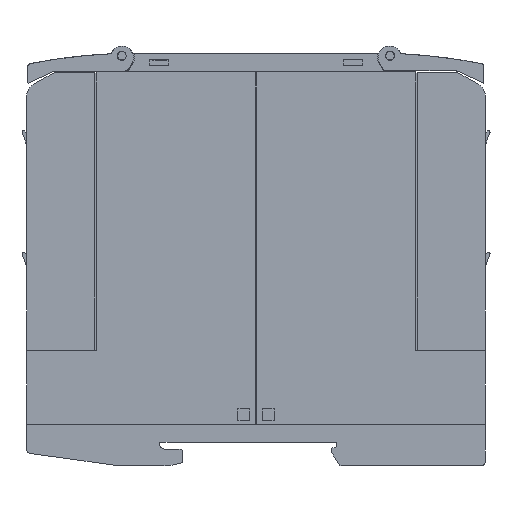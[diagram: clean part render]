
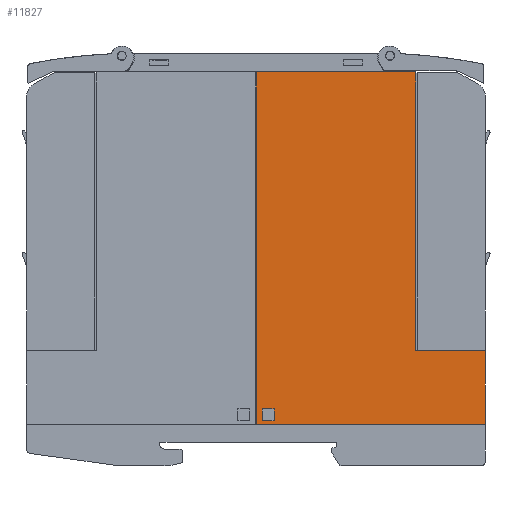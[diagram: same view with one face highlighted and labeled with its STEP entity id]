
A CAD part, left-side view. The second image highlights one B-rep face of the part: STEP entity #11827.
In plain terms, the highlighted planar face has unit normal (-1, 0, 0).
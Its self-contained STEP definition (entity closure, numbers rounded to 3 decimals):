
#11827=ADVANCED_FACE('',(#31095,#31096),#31097,.T.);
#13379=VERTEX_POINT('',#32721);
#13387=VERTEX_POINT('',#32729);
#13391=EDGE_CURVE('',#13379,#13387,#32733,.T.);
#25929=VERTEX_POINT('',#45271);
#25933=VERTEX_POINT('',#45275);
#25935=EDGE_CURVE('',#25933,#25929,#45277,.T.);
#25947=VERTEX_POINT('',#45289);
#25951=EDGE_CURVE('',#25929,#25947,#45293,.T.);
#25967=VERTEX_POINT('',#45309);
#25971=VERTEX_POINT('',#45313);
#25973=EDGE_CURVE('',#25967,#25971,#45315,.T.);
#25989=VERTEX_POINT('',#45331);
#25993=EDGE_CURVE('',#25947,#25989,#45335,.T.);
#25997=EDGE_CURVE('',#25989,#25933,#45339,.T.);
#25999=VERTEX_POINT('',#45341);
#26001=EDGE_CURVE('',#13387,#25999,#45343,.T.);
#26009=VERTEX_POINT('',#45351);
#26011=EDGE_CURVE('',#26009,#13379,#45353,.T.);
#26019=EDGE_CURVE('',#25999,#25971,#45361,.T.);
#26021=EDGE_CURVE('',#25967,#26009,#45363,.T.);
#31095=FACE_OUTER_BOUND('',#50427,.T.);
#31096=FACE_BOUND('',#50428,.T.);
#31097=PLANE('',#50429);
#32721=CARTESIAN_POINT('',(0.0,1.03,25.101));
#32729=CARTESIAN_POINT('',(0.0,16.13,25.101));
#32733=LINE('',#52967,#52968);
#45271=CARTESIAN_POINT('',(0.0,47.03,12.401));
#45275=CARTESIAN_POINT('',(0.0,49.63,12.401));
#45277=LINE('',#72995,#72996);
#45289=CARTESIAN_POINT('',(0.0,47.03,9.801));
#45293=LINE('',#73023,#73024);
#45309=CARTESIAN_POINT('',(0.0,50.93,9.001));
#45313=CARTESIAN_POINT('',(0.0,50.93,85.801));
#45315=LINE('',#73055,#73056);
#45331=CARTESIAN_POINT('',(0.0,49.63,9.801));
#45335=LINE('',#73087,#73088);
#45339=LINE('',#73095,#73096);
#45341=CARTESIAN_POINT('',(0.0,16.13,85.801));
#45343=LINE('',#73101,#73102);
#45351=CARTESIAN_POINT('',(0.0,1.03,9.001));
#45353=LINE('',#73117,#73118);
#45361=LINE('',#73131,#73132);
#45363=LINE('',#73135,#73136);
#50427=EDGE_LOOP('',(#88210,#88211,#88212,#88213,#88214,#88215));
#50428=EDGE_LOOP('',(#88216,#88217,#88218,#88219));
#50429=AXIS2_PLACEMENT_3D('',#88220,#88221,#88222);
#52967=CARTESIAN_POINT('',(0.0,4.78,25.101));
#52968=VECTOR('',#89339,1.0);
#72995=CARTESIAN_POINT('',(0.0,24.68,12.401));
#72996=VECTOR('',#94033,1.0);
#73023=CARTESIAN_POINT('',(0.0,47.03,10.051));
#73024=VECTOR('',#94039,1.0);
#73055=CARTESIAN_POINT('',(0.0,50.93,9.001));
#73056=VECTOR('',#94044,1.0);
#73087=CARTESIAN_POINT('',(0.0,24.68,9.801));
#73088=VECTOR('',#94050,1.0);
#73095=CARTESIAN_POINT('',(0.0,49.63,10.051));
#73096=VECTOR('',#94052,1.0);
#73101=CARTESIAN_POINT('',(0.0,16.13,32.226));
#73102=VECTOR('',#94053,1.0);
#73117=CARTESIAN_POINT('',(0.0,1.03,9.001));
#73118=VECTOR('',#94056,1.0);
#73131=CARTESIAN_POINT('',(0.0,50.93,85.801));
#73132=VECTOR('',#94059,1.0);
#73135=CARTESIAN_POINT('',(0.0,50.93,9.001));
#73136=VECTOR('',#94060,1.0);
#88210=ORIENTED_EDGE('',*,*,#13391,.T.);
#88211=ORIENTED_EDGE('',*,*,#26001,.T.);
#88212=ORIENTED_EDGE('',*,*,#26019,.T.);
#88213=ORIENTED_EDGE('',*,*,#25973,.F.);
#88214=ORIENTED_EDGE('',*,*,#26021,.T.);
#88215=ORIENTED_EDGE('',*,*,#26011,.T.);
#88216=ORIENTED_EDGE('',*,*,#25997,.T.);
#88217=ORIENTED_EDGE('',*,*,#25935,.T.);
#88218=ORIENTED_EDGE('',*,*,#25951,.T.);
#88219=ORIENTED_EDGE('',*,*,#25993,.T.);
#88220=CARTESIAN_POINT('',(0.0,1.03,9.001));
#88221=DIRECTION('',(-1.0,0.0,0.0));
#88222=DIRECTION('',(0.0,1.0,0.0));
#89339=DIRECTION('',(0.0,1.0,0.0));
#94033=DIRECTION('',(0.0,-1.0,0.0));
#94039=DIRECTION('',(0.0,0.0,-1.0));
#94044=DIRECTION('',(0.0,0.0,1.0));
#94050=DIRECTION('',(0.0,1.0,0.0));
#94052=DIRECTION('',(0.0,-0.0,1.0));
#94053=DIRECTION('',(0.0,-0.0,1.0));
#94056=DIRECTION('',(0.0,0.0,1.0));
#94059=DIRECTION('',(0.0,1.0,0.0));
#94060=DIRECTION('',(0.0,-1.0,0.0));
